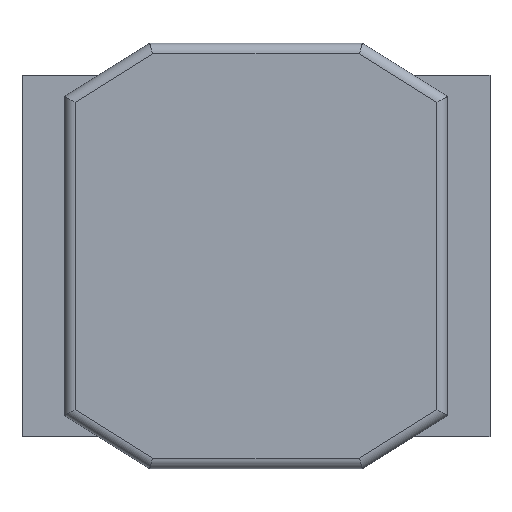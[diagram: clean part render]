
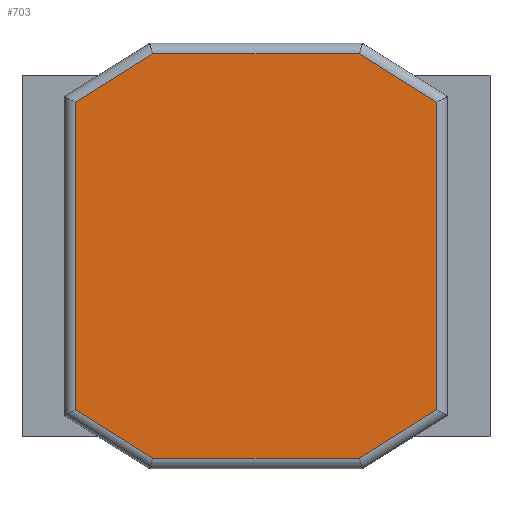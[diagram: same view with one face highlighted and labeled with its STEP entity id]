
A CAD part, front view. The second image highlights one B-rep face of the part: STEP entity #703.
In plain terms, the highlighted planar face has unit normal (0, -1, 0).
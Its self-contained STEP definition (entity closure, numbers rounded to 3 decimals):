
#28=PLANE('',#759);
#60=FACE_OUTER_BOUND('',#100,.T.);
#100=EDGE_LOOP('',(#506,#507,#508,#509,#510,#511,#512,#513));
#150=LINE('',#1049,#234);
#151=LINE('',#1051,#235);
#152=LINE('',#1053,#236);
#153=LINE('',#1055,#237);
#154=LINE('',#1057,#238);
#155=LINE('',#1059,#239);
#156=LINE('',#1061,#240);
#157=LINE('',#1062,#241);
#234=VECTOR('',#851,1.943);
#235=VECTOR('',#852,0.859);
#236=VECTOR('',#853,2.889);
#237=VECTOR('',#854,0.859);
#238=VECTOR('',#855,1.943);
#239=VECTOR('',#856,0.859);
#240=VECTOR('',#857,2.889);
#241=VECTOR('',#858,0.859);
#326=VERTEX_POINT('',#1047);
#327=VERTEX_POINT('',#1048);
#328=VERTEX_POINT('',#1050);
#329=VERTEX_POINT('',#1052);
#330=VERTEX_POINT('',#1054);
#331=VERTEX_POINT('',#1056);
#332=VERTEX_POINT('',#1058);
#333=VERTEX_POINT('',#1060);
#398=EDGE_CURVE('',#326,#327,#150,.T.);
#399=EDGE_CURVE('',#327,#328,#151,.T.);
#400=EDGE_CURVE('',#328,#329,#152,.T.);
#401=EDGE_CURVE('',#329,#330,#153,.T.);
#402=EDGE_CURVE('',#330,#331,#154,.T.);
#403=EDGE_CURVE('',#331,#332,#155,.T.);
#404=EDGE_CURVE('',#332,#333,#156,.T.);
#405=EDGE_CURVE('',#333,#326,#157,.T.);
#506=ORIENTED_EDGE('',*,*,#398,.T.);
#507=ORIENTED_EDGE('',*,*,#399,.T.);
#508=ORIENTED_EDGE('',*,*,#400,.T.);
#509=ORIENTED_EDGE('',*,*,#401,.T.);
#510=ORIENTED_EDGE('',*,*,#402,.T.);
#511=ORIENTED_EDGE('',*,*,#403,.T.);
#512=ORIENTED_EDGE('',*,*,#404,.T.);
#513=ORIENTED_EDGE('',*,*,#405,.T.);
#703=ADVANCED_FACE('',(#60),#28,.F.);
#759=AXIS2_PLACEMENT_3D('',#1046,#849,#850);
#849=DIRECTION('center_axis',(0.,1.,0.));
#850=DIRECTION('ref_axis',(1.,0.,0.));
#851=DIRECTION('',(1.,0.,0.));
#852=DIRECTION('',(0.848,0.,0.53));
#853=DIRECTION('',(0.,0.,1.));
#854=DIRECTION('',(-0.848,0.,0.53));
#855=DIRECTION('',(-1.,0.,0.));
#856=DIRECTION('',(-0.848,0.,-0.53));
#857=DIRECTION('',(0.,0.,-1.));
#858=DIRECTION('',(0.848,0.,-0.53));
#1046=CARTESIAN_POINT('Origin',(0.,0.,0.));
#1047=CARTESIAN_POINT('',(-0.971,0.,-1.9));
#1048=CARTESIAN_POINT('',(0.971,0.,-1.9));
#1049=CARTESIAN_POINT('',(-0.971,0.,-1.9));
#1050=CARTESIAN_POINT('',(1.7,0.,-1.445));
#1051=CARTESIAN_POINT('',(0.971,0.,-1.9));
#1052=CARTESIAN_POINT('',(1.7,0.,1.445));
#1053=CARTESIAN_POINT('',(1.7,0.,-1.445));
#1054=CARTESIAN_POINT('',(0.971,0.,1.9));
#1055=CARTESIAN_POINT('',(1.7,0.,1.445));
#1056=CARTESIAN_POINT('',(-0.971,0.,1.9));
#1057=CARTESIAN_POINT('',(0.971,0.,1.9));
#1058=CARTESIAN_POINT('',(-1.7,0.,1.445));
#1059=CARTESIAN_POINT('',(-0.971,0.,1.9));
#1060=CARTESIAN_POINT('',(-1.7,0.,-1.445));
#1061=CARTESIAN_POINT('',(-1.7,0.,1.445));
#1062=CARTESIAN_POINT('',(-1.7,0.,-1.445));
